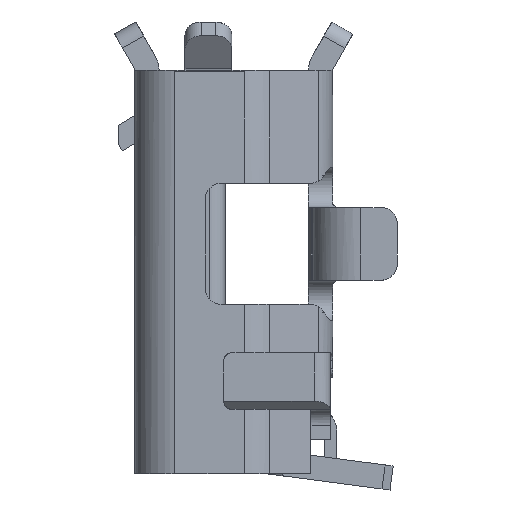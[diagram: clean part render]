
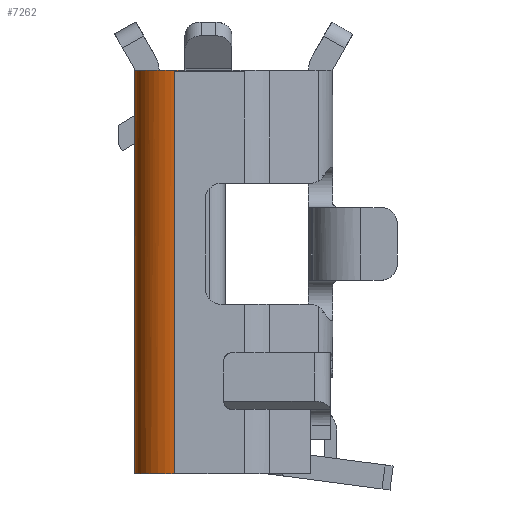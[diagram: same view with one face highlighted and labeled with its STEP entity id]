
A CAD part, left-side view. The second image highlights one B-rep face of the part: STEP entity #7262.
In plain terms, the highlighted cylindrical face has radius 0.6 mm (diameter 1.2 mm), a partial arc.
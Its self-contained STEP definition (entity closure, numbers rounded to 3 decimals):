
#497 = CARTESIAN_POINT ( 'NONE',  ( -3.16, 1.225, 2.35 ) ) ;
#1147 = CARTESIAN_POINT ( 'NONE',  ( -3.557, 1.077, 2.35 ) ) ;
#1158 = CARTESIAN_POINT ( 'NONE',  ( -3.16, 1.225, -0.15 ) ) ;
#1178 = CARTESIAN_POINT ( 'NONE',  ( -3.76, 0.625, 2.334 ) ) ;
#2556 = VECTOR ( 'NONE', #21457, 1000. ) ;
#3180 = CARTESIAN_POINT ( 'NONE',  ( -3.199, 1.225, 2.35 ) ) ;
#3222 = CARTESIAN_POINT ( 'NONE',  ( -3.76, 0.625, 2.35 ) ) ;
#3295 = ORIENTED_EDGE ( 'NONE', *, *, #27846, .T. ) ;
#3449 = CARTESIAN_POINT ( 'NONE',  ( -3.68, 0.927, 2.35 ) ) ;
#3944 = ORIENTED_EDGE ( 'NONE', *, *, #6348, .F. ) ;
#5106 = CARTESIAN_POINT ( 'NONE',  ( -3.16, 0.625, 2.475 ) ) ;
#5585 = VECTOR ( 'NONE', #28807, 1000. ) ;
#5643 = CARTESIAN_POINT ( 'NONE',  ( -3.76, 0.625, 2.35 ) ) ;
#5663 = CARTESIAN_POINT ( 'NONE',  ( -3.299, 1.225, -2.65 ) ) ;
#6077 = CARTESIAN_POINT ( 'NONE',  ( -3.75, 0.734, -0.158 ) ) ;
#6348 = EDGE_CURVE ( 'NONE', #7069, #10664, #9629, .T. ) ;
#6760 = CARTESIAN_POINT ( 'NONE',  ( -3.75, 0.734, -2.65 ) ) ;
#7069 = VERTEX_POINT ( 'NONE', #497 ) ;
#7262 = ADVANCED_FACE ( 'NONE', ( #17606 ), #10608, .T. ) ;
#7543 = CARTESIAN_POINT ( 'NONE',  ( -3.16, 1.225, 2.35 ) ) ;
#7753 = CARTESIAN_POINT ( 'NONE',  ( -3.637, 0.992, 2.35 ) ) ;
#8330 = CARTESIAN_POINT ( 'NONE',  ( -3.76, 0.662, 2.334 ) ) ;
#9629 = B_SPLINE_CURVE_WITH_KNOTS ( 'NONE', 3,
 ( #7543, #3180, #10113, #23463, #21258, #27970, #28161, #16865, #1147, #10013, #7753, #3449, #25869, #16771, #19114, #5643 ),
 .UNSPECIFIED., .F., .F.,
 ( 4, 2, 2, 2, 2, 2, 2, 4 ),
 ( 0., 0.125, 0.25, 0.375, 0.5, 0.625, 0.75, 1. ),
 .UNSPECIFIED. ) ;
#9649 = DIRECTION ( 'NONE',  ( 0., 0., -1. ) ) ;
#10013 = CARTESIAN_POINT ( 'NONE',  ( -3.612, 1.022, 2.35 ) ) ;
#10113 = CARTESIAN_POINT ( 'NONE',  ( -3.238, 1.221, 2.35 ) ) ;
#10234 = LINE ( 'NONE', #1158, #2556 ) ;
#10608 = CYLINDRICAL_SURFACE ( 'NONE', #22474, 0.6 ) ;
#10664 = VERTEX_POINT ( 'NONE', #3222 ) ;
#11208 = VECTOR ( 'NONE', #24054, 1000. ) ;
#12487 = CARTESIAN_POINT ( 'NONE',  ( -3.75, 0.734, -2.65 ) ) ;
#12756 = CARTESIAN_POINT ( 'NONE',  ( -3.76, 0.625, 2.334 ) ) ;
#14693 = EDGE_CURVE ( 'NONE', #16037, #28639, #14992, .T. ) ;
#14992 = B_SPLINE_CURVE_WITH_KNOTS ( 'NONE', 3,
 ( #28098, #5663, #21369, #23660, #25885, #12487 ),
 .UNSPECIFIED., .F., .F.,
 ( 4, 2, 4 ),
 ( 0., 0.5, 1. ),
 .UNSPECIFIED. ) ;
#15445 = VERTEX_POINT ( 'NONE', #22594 ) ;
#15942 = EDGE_LOOP ( 'NONE', ( #17326, #3295, #24568, #3944, #16343, #20907 ) ) ;
#16037 = VERTEX_POINT ( 'NONE', #20738 ) ;
#16343 = ORIENTED_EDGE ( 'NONE', *, *, #25821, .T. ) ;
#16771 = CARTESIAN_POINT ( 'NONE',  ( -3.745, 0.782, 2.35 ) ) ;
#16865 = CARTESIAN_POINT ( 'NONE',  ( -3.525, 1.103, 2.35 ) ) ;
#16960 = CARTESIAN_POINT ( 'NONE',  ( -3.757, 0.698, 2.334 ) ) ;
#17124 = LINE ( 'NONE', #21667, #11208 ) ;
#17326 = ORIENTED_EDGE ( 'NONE', *, *, #25395, .F. ) ;
#17606 = FACE_OUTER_BOUND ( 'NONE', #15942, .T. ) ;
#18579 = LINE ( 'NONE', #6077, #5585 ) ;
#19114 = CARTESIAN_POINT ( 'NONE',  ( -3.76, 0.705, 2.35 ) ) ;
#19396 = CARTESIAN_POINT ( 'NONE',  ( -3.75, 0.734, 2.334 ) ) ;
#19571 = VERTEX_POINT ( 'NONE', #1178 ) ;
#20738 = CARTESIAN_POINT ( 'NONE',  ( -3.16, 1.225, -2.65 ) ) ;
#20837 = EDGE_CURVE ( 'NONE', #19571, #10664, #17124, .T. ) ;
#20907 = ORIENTED_EDGE ( 'NONE', *, *, #14693, .T. ) ;
#21258 = CARTESIAN_POINT ( 'NONE',  ( -3.354, 1.194, 2.35 ) ) ;
#21369 = CARTESIAN_POINT ( 'NONE',  ( -3.437, 1.175, -2.65 ) ) ;
#21457 = DIRECTION ( 'NONE',  ( 0., 0., -1. ) ) ;
#21667 = CARTESIAN_POINT ( 'NONE',  ( -3.76, 0.625, -0.15 ) ) ;
#22474 = AXIS2_PLACEMENT_3D ( 'NONE', #5106, #9649, #25720 ) ;
#22594 = CARTESIAN_POINT ( 'NONE',  ( -3.75, 0.734, 2.334 ) ) ;
#23463 = CARTESIAN_POINT ( 'NONE',  ( -3.315, 1.206, 2.35 ) ) ;
#23660 = CARTESIAN_POINT ( 'NONE',  ( -3.65, 0.997, -2.65 ) ) ;
#24054 = DIRECTION ( 'NONE',  ( 0., 0., 1. ) ) ;
#24568 = ORIENTED_EDGE ( 'NONE', *, *, #20837, .T. ) ;
#25395 = EDGE_CURVE ( 'NONE', #15445, #28639, #18579, .T. ) ;
#25720 = DIRECTION ( 'NONE',  ( -1., 0., 0. ) ) ;
#25821 = EDGE_CURVE ( 'NONE', #7069, #16037, #10234, .T. ) ;
#25869 = CARTESIAN_POINT ( 'NONE',  ( -3.699, 0.891, 2.35 ) ) ;
#25885 = CARTESIAN_POINT ( 'NONE',  ( -3.725, 0.871, -2.65 ) ) ;
#26707 = B_SPLINE_CURVE_WITH_KNOTS ( 'NONE', 3,
 ( #19396, #16960, #8330, #12756 ),
 .UNSPECIFIED., .F., .F.,
 ( 4, 4 ),
 ( 0., 1. ),
 .UNSPECIFIED. ) ;
#27846 = EDGE_CURVE ( 'NONE', #15445, #19571, #26707, .T. ) ;
#27970 = CARTESIAN_POINT ( 'NONE',  ( -3.426, 1.165, 2.35 ) ) ;
#28098 = CARTESIAN_POINT ( 'NONE',  ( -3.16, 1.225, -2.65 ) ) ;
#28161 = CARTESIAN_POINT ( 'NONE',  ( -3.46, 1.146, 2.35 ) ) ;
#28639 = VERTEX_POINT ( 'NONE', #6760 ) ;
#28807 = DIRECTION ( 'NONE',  ( 0., 0., -1. ) ) ;
